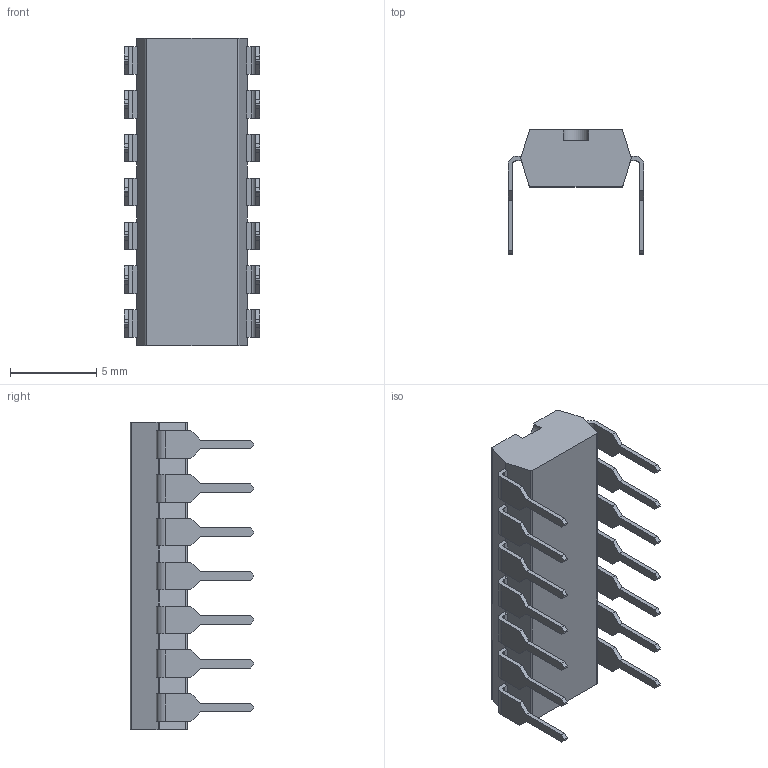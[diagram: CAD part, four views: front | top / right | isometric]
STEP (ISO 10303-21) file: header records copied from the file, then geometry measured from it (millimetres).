
FILE_DESCRIPTION(/* description */ (''),/* implementation_level */ '2;1');
FILE_NAME(/* name */ 'lm324.step',/* time_stamp */ '2019-09-13T12:23:14-05:00',/* author */ (''),/* organization */ (''),/* preprocessor_version */ 'ST-DEVELOPER v18',/* originating_system */ 'Autodesk Translation Framework v8.6.0.1094',/* authorisation */ '');
FILE_SCHEMA (('AUTOMOTIVE_DESIGN { 1 0 10303 214 3 1 1 }'));
Length unit declared in the file: millimetre
Products named in the file (1): (Unsaved)
Bounding box: 7.87 x 7.17 x 17.78 mm (x, y, z)
Volume: 365.9 mm3; surface area: 555.5 mm2
Topology: 1 solids, 1 shells, 247 faces, 776 edges, 538 vertices
Faces by surface type: plane 197, cylinder 49, sphere 1
Entity records: 9419 total; most frequent: CARTESIAN_POINT 2318, ORIENTED_EDGE 1552, DIRECTION 1351, EDGE_CURVE 776, LINE 657, VECTOR 657, VERTEX_POINT 538, AXIS2_PLACEMENT_3D 347
